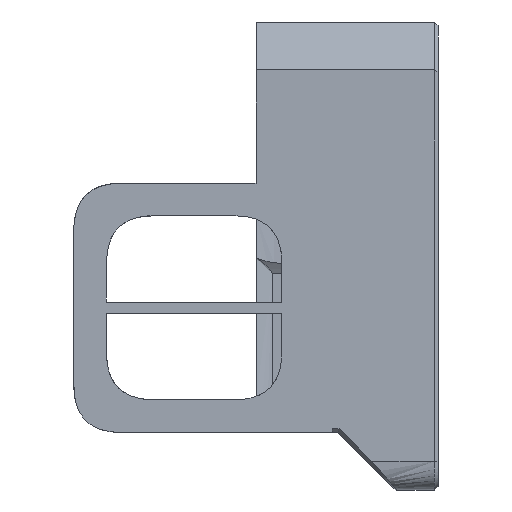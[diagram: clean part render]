
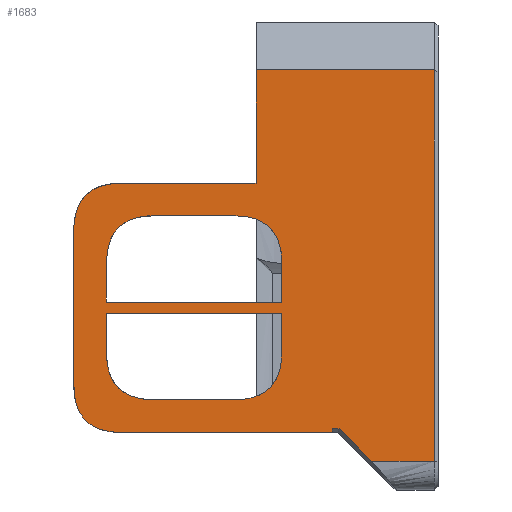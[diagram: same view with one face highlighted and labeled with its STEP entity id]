
A CAD part, left-side view. The second image highlights one B-rep face of the part: STEP entity #1683.
In plain terms, the highlighted planar face has unit normal (-1, 0, 0).
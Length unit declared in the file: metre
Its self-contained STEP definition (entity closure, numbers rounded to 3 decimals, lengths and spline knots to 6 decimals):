
#13=B_SPLINE_CURVE_WITH_KNOTS('',3,(#2400,#2401,#2402,#2403),
 .UNSPECIFIED.,.F.,.F.,(4,4),(0.,1.),.UNSPECIFIED.);
#15=B_SPLINE_CURVE_WITH_KNOTS('',3,(#2425,#2426,#2427,#2428),
 .UNSPECIFIED.,.F.,.F.,(4,4),(0.,1.),.UNSPECIFIED.);
#18=B_SPLINE_CURVE_WITH_KNOTS('',3,(#2452,#2453,#2454,#2455),
 .UNSPECIFIED.,.F.,.F.,(4,4),(0.,1.),.UNSPECIFIED.);
#19=B_SPLINE_CURVE_WITH_KNOTS('',3,(#2474,#2475,#2476,#2477),
 .UNSPECIFIED.,.F.,.F.,(4,4),(0.,1.),.UNSPECIFIED.);
#20=B_SPLINE_CURVE_WITH_KNOTS('',3,(#2493,#2494,#2495,#2496),
 .UNSPECIFIED.,.F.,.F.,(4,4),(0.,1.),.UNSPECIFIED.);
#21=B_SPLINE_CURVE_WITH_KNOTS('',3,(#2500,#2501,#2502,#2503),
 .UNSPECIFIED.,.F.,.F.,(4,4),(0.,1.),.UNSPECIFIED.);
#87=PLANE('',#1800);
#241=ORIENTED_EDGE('',*,*,#730,.T.);
#242=ORIENTED_EDGE('',*,*,#731,.T.);
#243=ORIENTED_EDGE('',*,*,#727,.T.);
#244=ORIENTED_EDGE('',*,*,#732,.T.);
#245=ORIENTED_EDGE('',*,*,#733,.T.);
#246=ORIENTED_EDGE('',*,*,#716,.T.);
#247=ORIENTED_EDGE('',*,*,#734,.F.);
#248=ORIENTED_EDGE('',*,*,#735,.T.);
#249=ORIENTED_EDGE('',*,*,#736,.F.);
#250=ORIENTED_EDGE('',*,*,#737,.T.);
#251=ORIENTED_EDGE('',*,*,#738,.T.);
#252=ORIENTED_EDGE('',*,*,#739,.T.);
#253=ORIENTED_EDGE('',*,*,#740,.F.);
#254=ORIENTED_EDGE('',*,*,#741,.T.);
#255=ORIENTED_EDGE('',*,*,#742,.T.);
#256=ORIENTED_EDGE('',*,*,#743,.T.);
#257=ORIENTED_EDGE('',*,*,#744,.F.);
#258=ORIENTED_EDGE('',*,*,#745,.T.);
#259=ORIENTED_EDGE('',*,*,#697,.F.);
#260=ORIENTED_EDGE('',*,*,#746,.F.);
#261=ORIENTED_EDGE('',*,*,#725,.T.);
#262=ORIENTED_EDGE('',*,*,#747,.T.);
#263=ORIENTED_EDGE('',*,*,#720,.T.);
#264=ORIENTED_EDGE('',*,*,#748,.T.);
#697=EDGE_CURVE('',#942,#943,#1107,.T.);
#716=EDGE_CURVE('',#960,#959,#13,.T.);
#720=EDGE_CURVE('',#964,#963,#15,.T.);
#725=EDGE_CURVE('',#969,#968,#18,.T.);
#727=EDGE_CURVE('',#955,#970,#1126,.T.);
#730=EDGE_CURVE('',#972,#973,#1129,.T.);
#731=EDGE_CURVE('',#973,#955,#1130,.T.);
#732=EDGE_CURVE('',#970,#974,#1131,.T.);
#733=EDGE_CURVE('',#974,#960,#1132,.T.);
#734=EDGE_CURVE('',#975,#959,#1133,.T.);
#735=EDGE_CURVE('',#975,#976,#19,.T.);
#736=EDGE_CURVE('',#977,#976,#1134,.T.);
#737=EDGE_CURVE('',#977,#978,#1135,.T.);
#738=EDGE_CURVE('',#978,#979,#1136,.T.);
#739=EDGE_CURVE('',#979,#972,#1137,.T.);
#740=EDGE_CURVE('',#980,#981,#1138,.T.);
#741=EDGE_CURVE('',#980,#982,#1139,.T.);
#742=EDGE_CURVE('',#982,#983,#1140,.T.);
#743=EDGE_CURVE('',#983,#984,#20,.T.);
#744=EDGE_CURVE('',#985,#984,#1141,.T.);
#745=EDGE_CURVE('',#985,#981,#21,.T.);
#746=EDGE_CURVE('',#969,#942,#1142,.T.);
#747=EDGE_CURVE('',#968,#964,#1143,.T.);
#748=EDGE_CURVE('',#963,#943,#1144,.T.);
#942=VERTEX_POINT('',#2347);
#943=VERTEX_POINT('',#2349);
#955=VERTEX_POINT('',#2380);
#959=VERTEX_POINT('',#2399);
#960=VERTEX_POINT('',#2404);
#963=VERTEX_POINT('',#2424);
#964=VERTEX_POINT('',#2429);
#968=VERTEX_POINT('',#2451);
#969=VERTEX_POINT('',#2456);
#970=VERTEX_POINT('',#2460);
#972=VERTEX_POINT('',#2466);
#973=VERTEX_POINT('',#2467);
#974=VERTEX_POINT('',#2470);
#975=VERTEX_POINT('',#2473);
#976=VERTEX_POINT('',#2478);
#977=VERTEX_POINT('',#2480);
#978=VERTEX_POINT('',#2482);
#979=VERTEX_POINT('',#2484);
#980=VERTEX_POINT('',#2487);
#981=VERTEX_POINT('',#2488);
#982=VERTEX_POINT('',#2490);
#983=VERTEX_POINT('',#2492);
#984=VERTEX_POINT('',#2497);
#985=VERTEX_POINT('',#2499);
#1107=LINE('',#2348,#1257);
#1126=LINE('',#2459,#1276);
#1129=LINE('',#2465,#1279);
#1130=LINE('',#2468,#1280);
#1131=LINE('',#2469,#1281);
#1132=LINE('',#2471,#1282);
#1133=LINE('',#2472,#1283);
#1134=LINE('',#2479,#1284);
#1135=LINE('',#2481,#1285);
#1136=LINE('',#2483,#1286);
#1137=LINE('',#2485,#1287);
#1138=LINE('',#2486,#1288);
#1139=LINE('',#2489,#1289);
#1140=LINE('',#2491,#1290);
#1141=LINE('',#2498,#1291);
#1142=LINE('',#2504,#1292);
#1143=LINE('',#2505,#1293);
#1144=LINE('',#2506,#1294);
#1257=VECTOR('',#1936,1.);
#1276=VECTOR('',#1975,1.);
#1279=VECTOR('',#1980,1.);
#1280=VECTOR('',#1981,1.);
#1281=VECTOR('',#1982,1.);
#1282=VECTOR('',#1983,1.);
#1283=VECTOR('',#1984,1.);
#1284=VECTOR('',#1985,1.);
#1285=VECTOR('',#1986,1.);
#1286=VECTOR('',#1987,1.);
#1287=VECTOR('',#1988,1.);
#1288=VECTOR('',#1989,1.);
#1289=VECTOR('',#1990,1.);
#1290=VECTOR('',#1991,1.);
#1291=VECTOR('',#1992,1.);
#1292=VECTOR('',#1993,1.);
#1293=VECTOR('',#1994,1.);
#1294=VECTOR('',#1995,1.);
#1414=EDGE_LOOP('',(#241,#242,#243,#244,#245,#246,#247,#248,#249,#250,#251,
#252));
#1415=EDGE_LOOP('',(#253,#254,#255,#256,#257,#258));
#1416=EDGE_LOOP('',(#259,#260,#261,#262,#263,#264));
#1541=FACE_BOUND('',#1414,.T.);
#1542=FACE_BOUND('',#1415,.T.);
#1543=FACE_BOUND('',#1416,.T.);
#1683=ADVANCED_FACE('',(#1541,#1542,#1543),#87,.T.);
#1800=AXIS2_PLACEMENT_3D('',#2464,#1978,#1979);
#1936=DIRECTION('',(0.,-1.,0.));
#1975=DIRECTION('',(0.,1.,0.));
#1978=DIRECTION('',(-1.,0.,0.));
#1979=DIRECTION('',(0.,0.,1.));
#1980=DIRECTION('',(0.,-1.,0.));
#1981=DIRECTION('',(0.,0.,1.));
#1982=DIRECTION('',(0.,0.,-1.));
#1983=DIRECTION('',(0.,1.,0.));
#1984=DIRECTION('',(0.,0.,1.));
#1985=DIRECTION('',(0.,1.,0.));
#1986=DIRECTION('',(0.,0.,1.));
#1987=DIRECTION('',(0.,-1.,0.));
#1988=DIRECTION('',(0.,-0.707,-0.707));
#1989=DIRECTION('',(0.,0.,-1.));
#1990=DIRECTION('',(0.,-1.,0.));
#1991=DIRECTION('',(0.,0.,-1.));
#1992=DIRECTION('',(0.,-1.,0.));
#1993=DIRECTION('',(0.,0.,-1.));
#1994=DIRECTION('',(0.,-1.,0.));
#1995=DIRECTION('',(0.,0.,-1.));
#2347=CARTESIAN_POINT('',(-0.016,0.09115,-0.2683));
#2348=CARTESIAN_POINT('',(-0.016,0.09175,-0.2683));
#2349=CARTESIAN_POINT('',(-0.016,0.07285,-0.2683));
#2380=CARTESIAN_POINT('',(-0.016,0.05695,-0.244099));
#2399=CARTESIAN_POINT('',(-0.016,0.09455,-0.2609));
#2400=CARTESIAN_POINT('',(-0.016,0.08955,-0.2559));
#2401=CARTESIAN_POINT('',(-0.016,0.092883,-0.2559));
#2402=CARTESIAN_POINT('',(-0.016,0.09455,-0.257567));
#2403=CARTESIAN_POINT('',(-0.016,0.09455,-0.2609));
#2404=CARTESIAN_POINT('',(-0.016,0.08955,-0.2559));
#2424=CARTESIAN_POINT('',(-0.016,0.07285,-0.2643));
#2425=CARTESIAN_POINT('',(-0.016,0.07785,-0.2593));
#2426=CARTESIAN_POINT('',(-0.016,0.074517,-0.2593));
#2427=CARTESIAN_POINT('',(-0.016,0.07285,-0.260967));
#2428=CARTESIAN_POINT('',(-0.016,0.07285,-0.2643));
#2429=CARTESIAN_POINT('',(-0.016,0.07785,-0.2593));
#2451=CARTESIAN_POINT('',(-0.016,0.08615,-0.2593));
#2452=CARTESIAN_POINT('',(-0.016,0.09115,-0.2643));
#2453=CARTESIAN_POINT('',(-0.016,0.09115,-0.260967));
#2454=CARTESIAN_POINT('',(-0.016,0.089483,-0.2593));
#2455=CARTESIAN_POINT('',(-0.016,0.08615,-0.2593));
#2456=CARTESIAN_POINT('',(-0.016,0.09115,-0.2643));
#2459=CARTESIAN_POINT('',(-0.016,0.08855,-0.244099));
#2460=CARTESIAN_POINT('',(-0.016,0.07555,-0.244099));
#2464=CARTESIAN_POINT('',(-0.016,0.08855,-0.2719));
#2465=CARTESIAN_POINT('',(-0.016,0.060217,-0.2849));
#2466=CARTESIAN_POINT('',(-0.016,0.063484,-0.2849));
#2467=CARTESIAN_POINT('',(-0.016,0.05695,-0.2849));
#2468=CARTESIAN_POINT('',(-0.016,0.05695,-0.2719));
#2469=CARTESIAN_POINT('',(-0.016,0.07555,-0.233899));
#2470=CARTESIAN_POINT('',(-0.016,0.07555,-0.2559));
#2471=CARTESIAN_POINT('',(-0.016,0.08855,-0.2559));
#2472=CARTESIAN_POINT('',(-0.016,0.09455,-0.2719));
#2473=CARTESIAN_POINT('',(-0.016,0.09455,-0.2769));
#2474=CARTESIAN_POINT('',(-0.016,0.09455,-0.2769));
#2475=CARTESIAN_POINT('',(-0.016,0.09455,-0.280233));
#2476=CARTESIAN_POINT('',(-0.016,0.092883,-0.2819));
#2477=CARTESIAN_POINT('',(-0.016,0.08955,-0.2819));
#2478=CARTESIAN_POINT('',(-0.016,0.08955,-0.2819));
#2479=CARTESIAN_POINT('',(-0.016,0.0778,-0.2819));
#2480=CARTESIAN_POINT('',(-0.016,0.067584,-0.2819));
#2481=CARTESIAN_POINT('',(-0.016,0.067584,-0.30556));
#2482=CARTESIAN_POINT('',(-0.016,0.067584,-0.2815));
#2483=CARTESIAN_POINT('',(-0.016,0.08855,-0.2815));
#2484=CARTESIAN_POINT('',(-0.016,0.066884,-0.2815));
#2485=CARTESIAN_POINT('',(-0.016,0.082517,-0.265867));
#2486=CARTESIAN_POINT('',(-0.016,0.09115,-0.2689));
#2487=CARTESIAN_POINT('',(-0.016,0.09115,-0.2695));
#2488=CARTESIAN_POINT('',(-0.016,0.09115,-0.2735));
#2489=CARTESIAN_POINT('',(-0.016,0.09175,-0.2695));
#2490=CARTESIAN_POINT('',(-0.016,0.07285,-0.2695));
#2491=CARTESIAN_POINT('',(-0.016,0.07285,-0.269594));
#2492=CARTESIAN_POINT('',(-0.016,0.07285,-0.2735));
#2493=CARTESIAN_POINT('',(-0.016,0.07285,-0.2735));
#2494=CARTESIAN_POINT('',(-0.016,0.07285,-0.276485));
#2495=CARTESIAN_POINT('',(-0.016,0.074186,-0.278133));
#2496=CARTESIAN_POINT('',(-0.016,0.076859,-0.278445));
#2497=CARTESIAN_POINT('',(-0.016,0.076859,-0.278445));
#2498=CARTESIAN_POINT('',(-0.016,0.080716,-0.278445));
#2499=CARTESIAN_POINT('',(-0.016,0.087141,-0.278445));
#2500=CARTESIAN_POINT('',(-0.016,0.087141,-0.278445));
#2501=CARTESIAN_POINT('',(-0.016,0.089813,-0.278133));
#2502=CARTESIAN_POINT('',(-0.016,0.09115,-0.276485));
#2503=CARTESIAN_POINT('',(-0.016,0.09115,-0.2735));
#2504=CARTESIAN_POINT('',(-0.016,0.09115,-0.2689));
#2505=CARTESIAN_POINT('',(-0.016,0.081641,-0.2593));
#2506=CARTESIAN_POINT('',(-0.016,0.07285,-0.269594));
